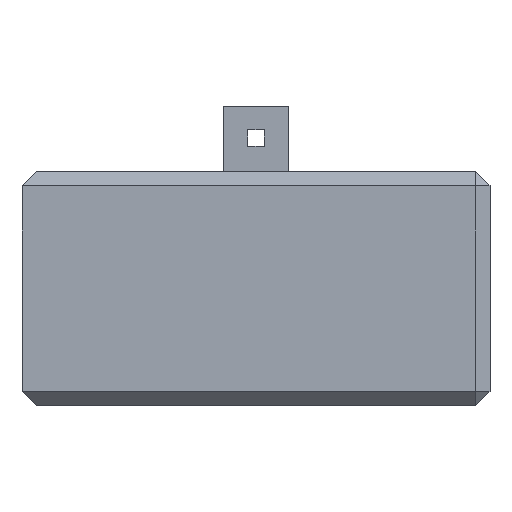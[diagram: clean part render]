
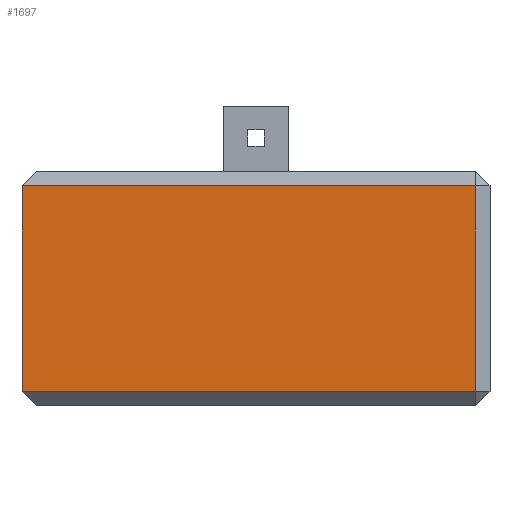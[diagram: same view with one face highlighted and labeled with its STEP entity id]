
A CAD part, left-side view. The second image highlights one B-rep face of the part: STEP entity #1697.
In plain terms, the highlighted planar face has unit normal (-1, 0, 0).
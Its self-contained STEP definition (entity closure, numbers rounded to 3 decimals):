
#1 = PLANE ( 'NONE',  #880 ) ;
#60 = ORIENTED_EDGE ( 'NONE', *, *, #1294, .T. ) ;
#137 = VECTOR ( 'NONE', #350, 1000. ) ;
#147 = DIRECTION ( 'NONE',  ( 0., 0., -1. ) ) ;
#156 = CARTESIAN_POINT ( 'NONE',  ( 0., 50., 25. ) ) ;
#223 = VECTOR ( 'NONE', #1209, 1000. ) ;
#245 = CARTESIAN_POINT ( 'NONE',  ( 0., 1.5, 23.5 ) ) ;
#317 = CARTESIAN_POINT ( 'NONE',  ( 0., 0., 25. ) ) ;
#327 = DIRECTION ( 'NONE',  ( 1., 0., 0. ) ) ;
#333 = EDGE_LOOP ( 'NONE', ( #380, #2051, #60, #1466 ) ) ;
#350 = DIRECTION ( 'NONE',  ( 0., -1., 0. ) ) ;
#380 = ORIENTED_EDGE ( 'NONE', *, *, #1711, .T. ) ;
#427 = VECTOR ( 'NONE', #597, 1000. ) ;
#514 = LINE ( 'NONE', #156, #986 ) ;
#597 = DIRECTION ( 'NONE',  ( 0., 1., 0. ) ) ;
#806 = CARTESIAN_POINT ( 'NONE',  ( 0., 50., 23.5 ) ) ;
#859 = FACE_OUTER_BOUND ( 'NONE', #333, .T. ) ;
#862 = CARTESIAN_POINT ( 'NONE',  ( 0., 1.5, 25. ) ) ;
#880 = AXIS2_PLACEMENT_3D ( 'NONE', #317, #327, #147 ) ;
#964 = VERTEX_POINT ( 'NONE', #806 ) ;
#986 = VECTOR ( 'NONE', #1374, 1000. ) ;
#987 = CARTESIAN_POINT ( 'NONE',  ( 0., 50., 1.5 ) ) ;
#1040 = LINE ( 'NONE', #1926, #137 ) ;
#1080 = VERTEX_POINT ( 'NONE', #245 ) ;
#1209 = DIRECTION ( 'NONE',  ( 0., 0., 1. ) ) ;
#1237 = LINE ( 'NONE', #862, #223 ) ;
#1294 = EDGE_CURVE ( 'NONE', #1977, #1080, #1237, .T. ) ;
#1374 = DIRECTION ( 'NONE',  ( 0., 0., -1. ) ) ;
#1466 = ORIENTED_EDGE ( 'NONE', *, *, #1486, .T. ) ;
#1472 = CARTESIAN_POINT ( 'NONE',  ( 0., 0., 23.5 ) ) ;
#1486 = EDGE_CURVE ( 'NONE', #1080, #964, #1642, .T. ) ;
#1642 = LINE ( 'NONE', #1472, #427 ) ;
#1680 = CARTESIAN_POINT ( 'NONE',  ( 0., 1.5, 1.5 ) ) ;
#1697 = ADVANCED_FACE ( 'NONE', ( #859 ), #1, .F. ) ;
#1711 = EDGE_CURVE ( 'NONE', #964, #1940, #514, .T. ) ;
#1926 = CARTESIAN_POINT ( 'NONE',  ( 0., 0., 1.5 ) ) ;
#1940 = VERTEX_POINT ( 'NONE', #987 ) ;
#1977 = VERTEX_POINT ( 'NONE', #1680 ) ;
#2051 = ORIENTED_EDGE ( 'NONE', *, *, #2276, .T. ) ;
#2276 = EDGE_CURVE ( 'NONE', #1940, #1977, #1040, .T. ) ;
